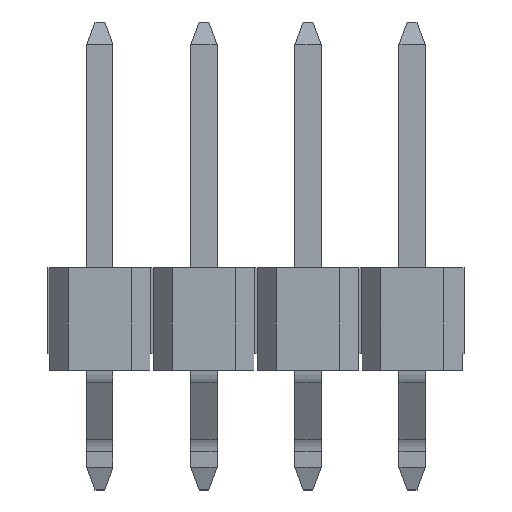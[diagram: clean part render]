
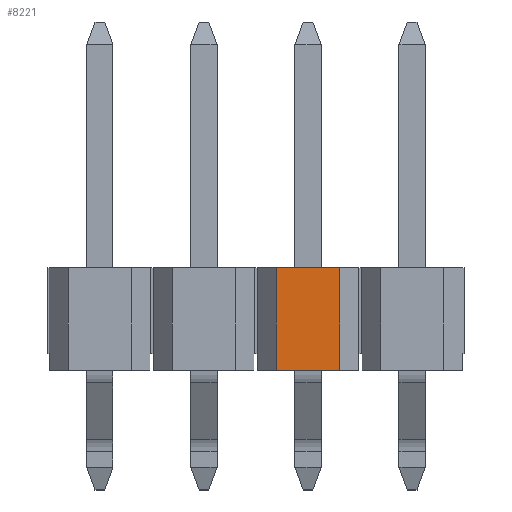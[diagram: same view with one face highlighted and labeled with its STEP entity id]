
A CAD part, top view. The second image highlights one B-rep face of the part: STEP entity #8221.
In plain terms, the highlighted planar face has unit normal (0, 0, 1).
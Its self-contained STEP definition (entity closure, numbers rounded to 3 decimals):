
#466=FACE_OUTER_BOUND('',#924,.T.);
#924=EDGE_LOOP('',(#5326,#5327,#5328,#5329));
#1408=LINE('',#11282,#2322);
#1522=LINE('',#11512,#2436);
#1539=LINE('',#11550,#2453);
#1540=LINE('',#11551,#2454);
#2322=VECTOR('',#9189,1.);
#2436=VECTOR('',#9311,1.);
#2453=VECTOR('',#9338,1.);
#2454=VECTOR('',#9339,1.);
#3248=VERTEX_POINT('',#11280);
#3249=VERTEX_POINT('',#11281);
#3359=VERTEX_POINT('',#11506);
#3361=VERTEX_POINT('',#11510);
#4020=EDGE_CURVE('',#3248,#3249,#1408,.T.);
#4134=EDGE_CURVE('',#3359,#3361,#1522,.T.);
#4151=EDGE_CURVE('',#3248,#3361,#1539,.T.);
#4152=EDGE_CURVE('',#3249,#3359,#1540,.T.);
#5326=ORIENTED_EDGE('',*,*,#4151,.F.);
#5327=ORIENTED_EDGE('',*,*,#4020,.T.);
#5328=ORIENTED_EDGE('',*,*,#4152,.T.);
#5329=ORIENTED_EDGE('',*,*,#4134,.T.);
#7505=PLANE('',#8696);
#8221=ADVANCED_FACE('',(#466),#7505,.T.);
#8696=AXIS2_PLACEMENT_3D('',#11549,#9336,#9337);
#9189=DIRECTION('',(-1.,0.,0.));
#9311=DIRECTION('',(1.,0.,0.));
#9336=DIRECTION('center_axis',(0.,0.,1.));
#9337=DIRECTION('ref_axis',(1.,0.,0.));
#9338=DIRECTION('',(0.,-1.,0.));
#9339=DIRECTION('',(0.,-1.,0.));
#11280=CARTESIAN_POINT('',(2.04,4.983,2.52));
#11281=CARTESIAN_POINT('',(0.5,4.983,2.52));
#11282=CARTESIAN_POINT('',(-5.08,4.983,2.52));
#11506=CARTESIAN_POINT('',(0.5,2.483,2.52));
#11510=CARTESIAN_POINT('',(2.04,2.483,2.52));
#11512=CARTESIAN_POINT('',(-5.08,2.483,2.52));
#11549=CARTESIAN_POINT('Origin',(0.,0.118,2.52));
#11550=CARTESIAN_POINT('',(2.04,4.983,2.52));
#11551=CARTESIAN_POINT('',(0.5,4.983,2.52));
